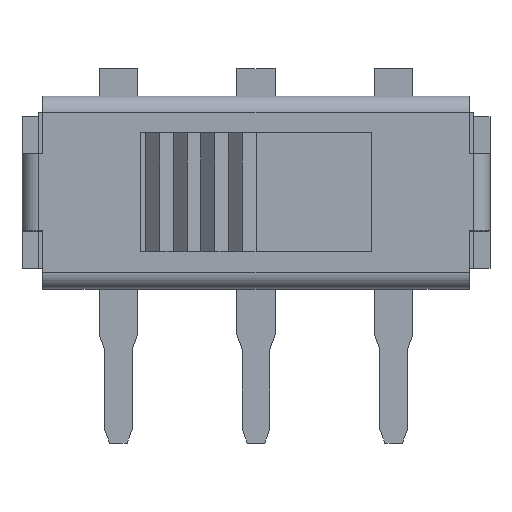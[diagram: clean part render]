
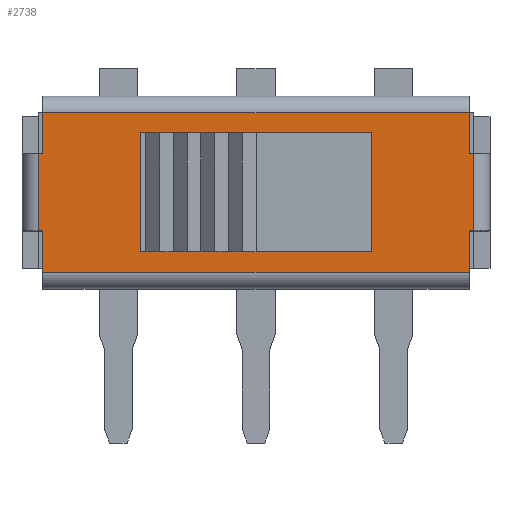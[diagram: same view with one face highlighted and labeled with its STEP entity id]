
A CAD part, top view. The second image highlights one B-rep face of the part: STEP entity #2738.
In plain terms, the highlighted planar face has unit normal (0, 0, 1).
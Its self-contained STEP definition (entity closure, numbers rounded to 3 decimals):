
#11 = EDGE_CURVE ( 'NONE', #1263, #4645, #2175, .T. ) ;
#19 = EDGE_CURVE ( 'NONE', #3237, #3175, #3991, .T. ) ;
#78 = EDGE_CURVE ( 'NONE', #4760, #2300, #316, .T. ) ;
#107 = CARTESIAN_POINT ( 'NONE',  ( -3.873, 1.1, 2.6 ) ) ;
#113 = CARTESIAN_POINT ( 'NONE',  ( 3.948, 3.55, 2.6 ) ) ;
#163 = CARTESIAN_POINT ( 'NONE',  ( 2.1, 3.93, 2.6 ) ) ;
#171 = ORIENTED_EDGE ( 'NONE', *, *, #3664, .F. ) ;
#173 = DIRECTION ( 'NONE',  ( 0., -1., 0. ) ) ;
#210 = LINE ( 'NONE', #2796, #4254 ) ;
#225 = CARTESIAN_POINT ( 'NONE',  ( -3.873, 1.402, 2.6 ) ) ;
#240 = CARTESIAN_POINT ( 'NONE',  ( -2.1, 1.77, 2.6 ) ) ;
#245 = CARTESIAN_POINT ( 'NONE',  ( 2.1, 1.77, 2.6 ) ) ;
#246 = DIRECTION ( 'NONE',  ( -1., 0., 0. ) ) ;
#247 = FACE_OUTER_BOUND ( 'NONE', #3438, .T. ) ;
#315 = VECTOR ( 'NONE', #1687, 1000. ) ;
#316 = LINE ( 'NONE', #1443, #3987 ) ;
#334 = ORIENTED_EDGE ( 'NONE', *, *, #4030, .F. ) ;
#351 = VECTOR ( 'NONE', #173, 1000. ) ;
#359 = VERTEX_POINT ( 'NONE', #2489 ) ;
#418 = CARTESIAN_POINT ( 'NONE',  ( -3.948, 1.1, 2.6 ) ) ;
#497 = VECTOR ( 'NONE', #3847, 1000. ) ;
#585 = CARTESIAN_POINT ( 'NONE',  ( -4.25, 1.402, 2.6 ) ) ;
#639 = DIRECTION ( 'NONE',  ( 1., 0., 0. ) ) ;
#649 = LINE ( 'NONE', #585, #2172 ) ;
#728 = VECTOR ( 'NONE', #3219, 1000. ) ;
#828 = DIRECTION ( 'NONE',  ( 0., 1., 0. ) ) ;
#838 = VERTEX_POINT ( 'NONE', #225 ) ;
#988 = CARTESIAN_POINT ( 'NONE',  ( 3.873, 2.15, 2.6 ) ) ;
#1004 = VECTOR ( 'NONE', #1501, 1000. ) ;
#1016 = EDGE_LOOP ( 'NONE', ( #1500, #171, #2029, #1283 ) ) ;
#1040 = DIRECTION ( 'NONE',  ( 0., -1., 0. ) ) ;
#1078 = VECTOR ( 'NONE', #3078, 1000. ) ;
#1081 = DIRECTION ( 'NONE',  ( 0., 1., 0. ) ) ;
#1166 = DIRECTION ( 'NONE',  ( 0., 1., 0. ) ) ;
#1201 = ORIENTED_EDGE ( 'NONE', *, *, #4388, .T. ) ;
#1230 = LINE ( 'NONE', #3492, #351 ) ;
#1263 = VERTEX_POINT ( 'NONE', #4368 ) ;
#1276 = CARTESIAN_POINT ( 'NONE',  ( -3.873, 1.1, 2.6 ) ) ;
#1281 = CARTESIAN_POINT ( 'NONE',  ( -2.1, 1.77, 2.6 ) ) ;
#1283 = ORIENTED_EDGE ( 'NONE', *, *, #2943, .F. ) ;
#1443 = CARTESIAN_POINT ( 'NONE',  ( 3.873, 1.1, 2.6 ) ) ;
#1444 = VECTOR ( 'NONE', #1166, 1000. ) ;
#1500 = ORIENTED_EDGE ( 'NONE', *, *, #1697, .F. ) ;
#1501 = DIRECTION ( 'NONE',  ( 0., -1., 0. ) ) ;
#1514 = CARTESIAN_POINT ( 'NONE',  ( -3.873, 3.55, 2.6 ) ) ;
#1528 = VECTOR ( 'NONE', #3344, 1000. ) ;
#1580 = ORIENTED_EDGE ( 'NONE', *, *, #2343, .F. ) ;
#1594 = EDGE_CURVE ( 'NONE', #2452, #3480, #2376, .T. ) ;
#1687 = DIRECTION ( 'NONE',  ( -1., 0., 0. ) ) ;
#1697 = EDGE_CURVE ( 'NONE', #3273, #2329, #3201, .T. ) ;
#1741 = LINE ( 'NONE', #240, #728 ) ;
#1763 = VERTEX_POINT ( 'NONE', #4085 ) ;
#1787 = EDGE_CURVE ( 'NONE', #1263, #4500, #4574, .T. ) ;
#1838 = VECTOR ( 'NONE', #828, 1000. ) ;
#1850 = VECTOR ( 'NONE', #3658, 1000. ) ;
#1895 = VECTOR ( 'NONE', #3083, 1000. ) ;
#2029 = ORIENTED_EDGE ( 'NONE', *, *, #1594, .F. ) ;
#2051 = LINE ( 'NONE', #988, #315 ) ;
#2061 = DIRECTION ( 'NONE',  ( 1., 0., 0. ) ) ;
#2104 = ORIENTED_EDGE ( 'NONE', *, *, #2585, .T. ) ;
#2149 = CARTESIAN_POINT ( 'NONE',  ( -3.873, 4.298, 2.6 ) ) ;
#2172 = VECTOR ( 'NONE', #2061, 1000. ) ;
#2175 = LINE ( 'NONE', #418, #1004 ) ;
#2205 = ORIENTED_EDGE ( 'NONE', *, *, #3448, .F. ) ;
#2228 = CARTESIAN_POINT ( 'NONE',  ( -2.1, 3.93, 2.6 ) ) ;
#2273 = ORIENTED_EDGE ( 'NONE', *, *, #4308, .F. ) ;
#2300 = VERTEX_POINT ( 'NONE', #4157 ) ;
#2328 = LINE ( 'NONE', #1276, #1895 ) ;
#2329 = VERTEX_POINT ( 'NONE', #163 ) ;
#2343 = EDGE_CURVE ( 'NONE', #359, #4670, #210, .T. ) ;
#2376 = LINE ( 'NONE', #1281, #497 ) ;
#2449 = FACE_BOUND ( 'NONE', #1016, .T. ) ;
#2452 = VERTEX_POINT ( 'NONE', #3095 ) ;
#2489 = CARTESIAN_POINT ( 'NONE',  ( 3.873, 3.55, 2.6 ) ) ;
#2554 = EDGE_CURVE ( 'NONE', #838, #1763, #3422, .T. ) ;
#2585 = EDGE_CURVE ( 'NONE', #4744, #4670, #4511, .T. ) ;
#2738 = ADVANCED_FACE ( 'NONE', ( #2449, #247 ), #3203, .T. ) ;
#2796 = CARTESIAN_POINT ( 'NONE',  ( 4.25, 3.55, 2.6 ) ) ;
#2809 = CARTESIAN_POINT ( 'NONE',  ( -4.25, 2.15, 2.6 ) ) ;
#2943 = EDGE_CURVE ( 'NONE', #2329, #2452, #4761, .T. ) ;
#2973 = VECTOR ( 'NONE', #1081, 1000. ) ;
#3078 = DIRECTION ( 'NONE',  ( 1., 0., 0. ) ) ;
#3083 = DIRECTION ( 'NONE',  ( 0., 1., 0. ) ) ;
#3092 = CARTESIAN_POINT ( 'NONE',  ( 3.873, 2.15, 2.6 ) ) ;
#3095 = CARTESIAN_POINT ( 'NONE',  ( -2.1, 3.93, 2.6 ) ) ;
#3175 = VERTEX_POINT ( 'NONE', #3221 ) ;
#3201 = LINE ( 'NONE', #245, #2973 ) ;
#3203 = PLANE ( 'NONE',  #4766 ) ;
#3210 = ORIENTED_EDGE ( 'NONE', *, *, #3506, .F. ) ;
#3219 = DIRECTION ( 'NONE',  ( 1., 0., 0. ) ) ;
#3221 = CARTESIAN_POINT ( 'NONE',  ( -3.873, 4.298, 2.6 ) ) ;
#3237 = VERTEX_POINT ( 'NONE', #3966 ) ;
#3248 = CARTESIAN_POINT ( 'NONE',  ( -4.25, 1.1, 2.6 ) ) ;
#3273 = VERTEX_POINT ( 'NONE', #4313 ) ;
#3344 = DIRECTION ( 'NONE',  ( -1., 0., 0. ) ) ;
#3353 = CARTESIAN_POINT ( 'NONE',  ( -3.948, 2.15, 2.6 ) ) ;
#3362 = ORIENTED_EDGE ( 'NONE', *, *, #78, .F. ) ;
#3422 = LINE ( 'NONE', #107, #1444 ) ;
#3426 = CARTESIAN_POINT ( 'NONE',  ( 3.948, 2.15, 2.6 ) ) ;
#3438 = EDGE_LOOP ( 'NONE', ( #2273, #4734, #1201, #3362, #334, #2104, #1580, #2205, #4539, #3210, #4163, #4724 ) ) ;
#3448 = EDGE_CURVE ( 'NONE', #3237, #359, #1230, .T. ) ;
#3480 = VERTEX_POINT ( 'NONE', #3821 ) ;
#3492 = CARTESIAN_POINT ( 'NONE',  ( 3.873, 1.1, 2.6 ) ) ;
#3506 = EDGE_CURVE ( 'NONE', #4500, #3175, #2328, .T. ) ;
#3658 = DIRECTION ( 'NONE',  ( -1., 0., 0. ) ) ;
#3664 = EDGE_CURVE ( 'NONE', #3480, #3273, #1741, .T. ) ;
#3821 = CARTESIAN_POINT ( 'NONE',  ( -2.1, 1.77, 2.6 ) ) ;
#3847 = DIRECTION ( 'NONE',  ( 0., -1., 0. ) ) ;
#3966 = CARTESIAN_POINT ( 'NONE',  ( 3.873, 4.298, 2.6 ) ) ;
#3968 = LINE ( 'NONE', #2809, #4647 ) ;
#3987 = VECTOR ( 'NONE', #1040, 1000. ) ;
#3991 = LINE ( 'NONE', #2149, #1850 ) ;
#4030 = EDGE_CURVE ( 'NONE', #4744, #4760, #2051, .T. ) ;
#4085 = CARTESIAN_POINT ( 'NONE',  ( -3.873, 2.15, 2.6 ) ) ;
#4148 = CARTESIAN_POINT ( 'NONE',  ( 3.948, 1.1, 2.6 ) ) ;
#4157 = CARTESIAN_POINT ( 'NONE',  ( 3.873, 1.402, 2.6 ) ) ;
#4163 = ORIENTED_EDGE ( 'NONE', *, *, #1787, .F. ) ;
#4254 = VECTOR ( 'NONE', #4303, 1000. ) ;
#4303 = DIRECTION ( 'NONE',  ( 1., 0., 0. ) ) ;
#4308 = EDGE_CURVE ( 'NONE', #1763, #4645, #3968, .T. ) ;
#4313 = CARTESIAN_POINT ( 'NONE',  ( 2.1, 1.77, 2.6 ) ) ;
#4368 = CARTESIAN_POINT ( 'NONE',  ( -3.948, 3.55, 2.6 ) ) ;
#4388 = EDGE_CURVE ( 'NONE', #838, #2300, #649, .T. ) ;
#4500 = VERTEX_POINT ( 'NONE', #4608 ) ;
#4511 = LINE ( 'NONE', #4148, #1838 ) ;
#4539 = ORIENTED_EDGE ( 'NONE', *, *, #19, .T. ) ;
#4574 = LINE ( 'NONE', #1514, #1078 ) ;
#4608 = CARTESIAN_POINT ( 'NONE',  ( -3.873, 3.55, 2.6 ) ) ;
#4645 = VERTEX_POINT ( 'NONE', #3353 ) ;
#4647 = VECTOR ( 'NONE', #246, 1000. ) ;
#4670 = VERTEX_POINT ( 'NONE', #113 ) ;
#4693 = DIRECTION ( 'NONE',  ( 0., 0., 1. ) ) ;
#4724 = ORIENTED_EDGE ( 'NONE', *, *, #11, .T. ) ;
#4734 = ORIENTED_EDGE ( 'NONE', *, *, #2554, .F. ) ;
#4744 = VERTEX_POINT ( 'NONE', #3426 ) ;
#4760 = VERTEX_POINT ( 'NONE', #3092 ) ;
#4761 = LINE ( 'NONE', #2228, #1528 ) ;
#4766 = AXIS2_PLACEMENT_3D ( 'NONE', #3248, #4693, #639 ) ;
